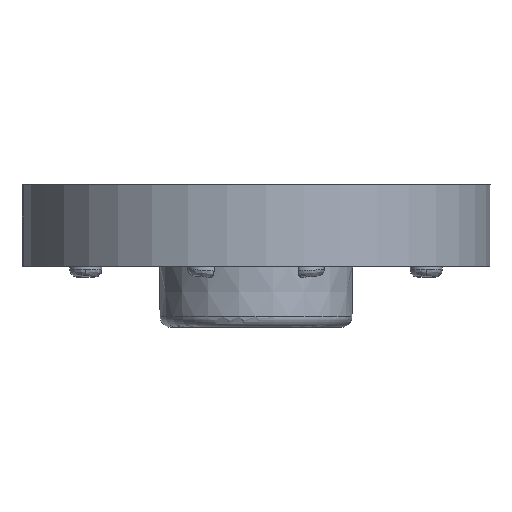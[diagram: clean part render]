
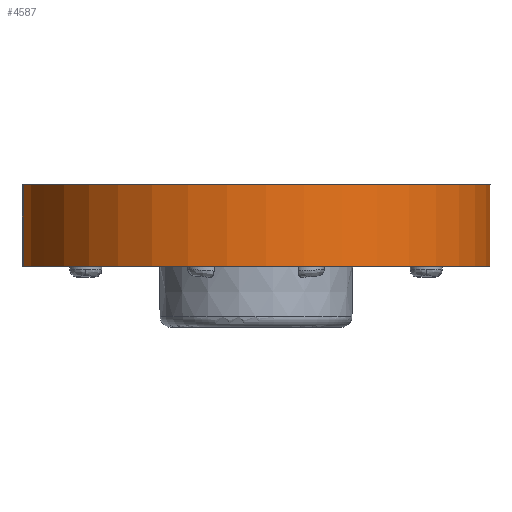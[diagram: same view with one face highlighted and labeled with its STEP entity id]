
A CAD part, front view. The second image highlights one B-rep face of the part: STEP entity #4587.
In plain terms, the highlighted cylindrical face has radius 11 mm (diameter 22 mm), a partial arc.
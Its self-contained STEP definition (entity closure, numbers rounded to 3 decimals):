
#115 = CYLINDRICAL_SURFACE ( 'NONE', #3644, 11. ) ;
#235 = VERTEX_POINT ( 'NONE', #1165 ) ;
#269 = CARTESIAN_POINT ( 'NONE',  ( 10.997, -0.247, 1.84 ) ) ;
#460 = EDGE_CURVE ( 'NONE', #3339, #6228, #2055, .T. ) ;
#603 = VERTEX_POINT ( 'NONE', #6133 ) ;
#809 = ORIENTED_EDGE ( 'NONE', *, *, #1229, .T. ) ;
#918 = ORIENTED_EDGE ( 'NONE', *, *, #1325, .T. ) ;
#941 = CARTESIAN_POINT ( 'NONE',  ( 10.997, -0.247, -0.08 ) ) ;
#1165 = CARTESIAN_POINT ( 'NONE',  ( -10.94, -1.15, -2. ) ) ;
#1229 = EDGE_CURVE ( 'NONE', #3339, #603, #6794, .T. ) ;
#1296 = LINE ( 'NONE', #5646, #3071 ) ;
#1325 = EDGE_CURVE ( 'NONE', #235, #6228, #4629, .T. ) ;
#1559 = AXIS2_PLACEMENT_3D ( 'NONE', #3109, #5296, #5579 ) ;
#1758 = CARTESIAN_POINT ( 'NONE',  ( 0., 0., 0. ) ) ;
#2055 = LINE ( 'NONE', #941, #6900 ) ;
#2393 = DIRECTION ( 'NONE',  ( 1., 0., 0. ) ) ;
#2833 = CARTESIAN_POINT ( 'NONE',  ( 0., 0., 1.84 ) ) ;
#2978 = ORIENTED_EDGE ( 'NONE', *, *, #4242, .F. ) ;
#3028 = AXIS2_PLACEMENT_3D ( 'NONE', #2833, #3404, #3436 ) ;
#3071 = VECTOR ( 'NONE', #4439, 1000. ) ;
#3109 = CARTESIAN_POINT ( 'NONE',  ( 0., 0., -2. ) ) ;
#3339 = VERTEX_POINT ( 'NONE', #269 ) ;
#3404 = DIRECTION ( 'NONE',  ( 0., 0., -1. ) ) ;
#3436 = DIRECTION ( 'NONE',  ( 1., 0., 0. ) ) ;
#3644 = AXIS2_PLACEMENT_3D ( 'NONE', #1758, #6040, #2393 ) ;
#4242 = EDGE_CURVE ( 'NONE', #235, #603, #1296, .T. ) ;
#4439 = DIRECTION ( 'NONE',  ( 0., 0., 1. ) ) ;
#4554 = ORIENTED_EDGE ( 'NONE', *, *, #460, .F. ) ;
#4587 = ADVANCED_FACE ( 'NONE', ( #6639 ), #115, .T. ) ;
#4629 = CIRCLE ( 'NONE', #1559, 11. ) ;
#4727 = DIRECTION ( 'NONE',  ( 0., 0., -1. ) ) ;
#5296 = DIRECTION ( 'NONE',  ( 0., 0., 1. ) ) ;
#5579 = DIRECTION ( 'NONE',  ( 1., 0., 0. ) ) ;
#5646 = CARTESIAN_POINT ( 'NONE',  ( -10.94, -1.15, 0. ) ) ;
#6040 = DIRECTION ( 'NONE',  ( 0., 0., 1. ) ) ;
#6133 = CARTESIAN_POINT ( 'NONE',  ( -10.94, -1.15, 1.84 ) ) ;
#6228 = VERTEX_POINT ( 'NONE', #6525 ) ;
#6525 = CARTESIAN_POINT ( 'NONE',  ( 10.997, -0.247, -2. ) ) ;
#6639 = FACE_OUTER_BOUND ( 'NONE', #6925, .T. ) ;
#6794 = CIRCLE ( 'NONE', #3028, 11. ) ;
#6900 = VECTOR ( 'NONE', #4727, 1000. ) ;
#6925 = EDGE_LOOP ( 'NONE', ( #2978, #918, #4554, #809 ) ) ;
